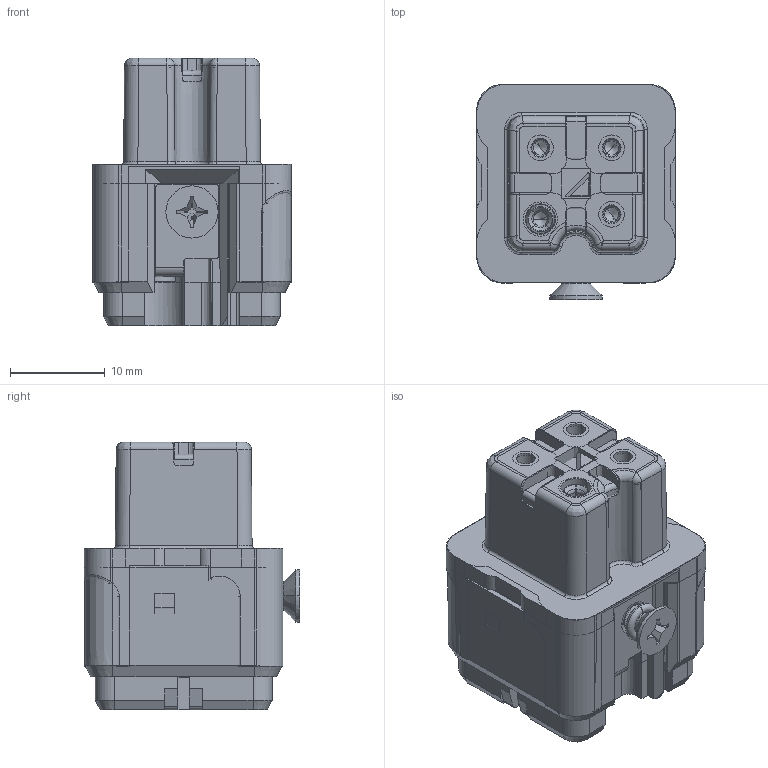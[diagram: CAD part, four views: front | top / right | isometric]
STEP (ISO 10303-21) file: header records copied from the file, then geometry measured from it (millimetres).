
FILE_DESCRIPTION((''),'2;1');
FILE_NAME('HA003-F_ASM_3_ASM','2021-05-10T',('jy.cai'),(''),'PRO/ENGINEER BY PARAMETRIC TECHNOLOGY CORPORATION, 2012480','PRO/ENGINEER BY PARAMETRIC TECHNOLOGY CORPORATION, 2012480','');
FILE_SCHEMA(('CONFIG_CONTROL_DESIGN'));
Length unit declared in the file: millimetre
Products named in the file (10): H3A-2_5_AF0_5_9; 10AF001_1; 10AF002_1; JIEDI-F_1; GAIZI-2_6; M3-6P5_SCREW_1; MANIFOLD_SOLID_BREP_6508_1; 2_4X1_8_1; 09120009924_100169873MOD000A_1; HA003-F_ASM_3_ASM
Assembly tree (14 placements, depth 2):
  HA003-F_ASM_3_ASM
    H3A-2_5_AF0_5_9
    10AF001_1
    10AF002_1  x3
    JIEDI-F_1
    GAIZI-2_6
    M3-6P5_SCREW_1  x4
    MANIFOLD_SOLID_BREP_6508_1
    2_4X1_8_1
    09120009924_100169873MOD000A_1
Bounding box: 20.9 x 22.65 x 28.2 mm (x, y, z)
Volume: 6845.5 mm3; surface area: 13274.6 mm2
Topology: 14 solids, 15 shells, 1487 faces, 4286 edges, 2817 vertices
Faces by surface type: plane 602, cylinder 534, cone 171, bspline 96, torus 50, sphere 30, extrusion 4
Entity records: 46961 total; most frequent: CARTESIAN_POINT 15484, ORIENTED_EDGE 6044, DIRECTION 5303, EDGE_CURVE 3022, VERTEX_POINT 1986, AXIS2_PLACEMENT_3D 1872, VECTOR 1559, LINE 1558
